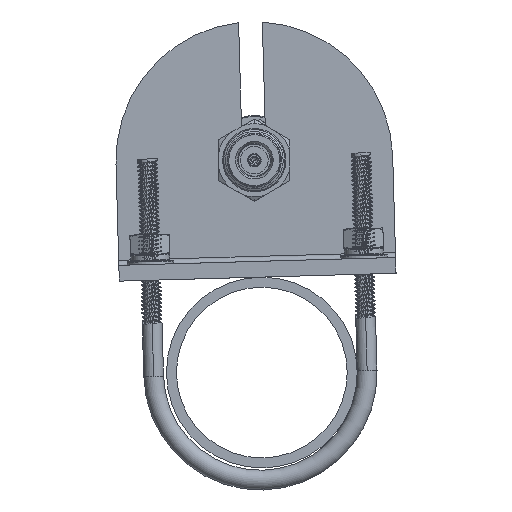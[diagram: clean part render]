
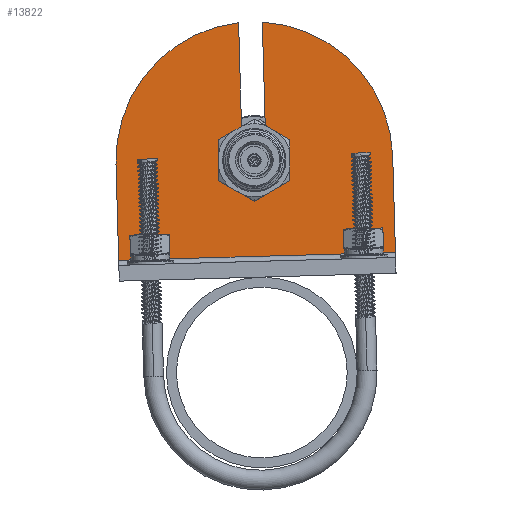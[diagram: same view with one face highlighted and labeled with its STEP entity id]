
A CAD part, front view. The second image highlights one B-rep face of the part: STEP entity #13822.
In plain terms, the highlighted planar face has unit normal (0, -1, 0).
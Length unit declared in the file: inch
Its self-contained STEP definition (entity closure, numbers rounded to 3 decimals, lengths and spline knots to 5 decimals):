
#234 = CARTESIAN_POINT ( 'NONE',  ( -1.37795, 1.43701, 1.16535 ) ) ;
#961 = EDGE_CURVE ( 'NONE', #22374, #11235, #3667, .T. ) ;
#1115 = ORIENTED_EDGE ( 'NONE', *, *, #5386, .F. ) ;
#1719 = EDGE_LOOP ( 'NONE', ( #1115, #29235, #34312, #12890, #27815, #10188, #8737, #19501 ) ) ;
#1814 = CIRCLE ( 'NONE', #26753, 1.37795 ) ;
#2965 = VECTOR ( 'NONE', #31072, 39.37008 ) ;
#3208 = VERTEX_POINT ( 'NONE', #3829 ) ;
#3439 = EDGE_CURVE ( 'NONE', #15296, #22374, #7361, .T. ) ;
#3450 = VERTEX_POINT ( 'NONE', #234 ) ;
#3667 = LINE ( 'NONE', #20355, #25972 ) ;
#3829 = CARTESIAN_POINT ( 'NONE',  ( 1.37795, 1.43701, 1.16535 ) ) ;
#4820 = PLANE ( 'NONE',  #20897 ) ;
#5386 = EDGE_CURVE ( 'NONE', #14892, #3208, #1814, .T. ) ;
#7361 = CIRCLE ( 'NONE', #19852, 0.31496 ) ;
#7620 = CARTESIAN_POINT ( 'NONE',  ( -0.11811, 1.43701, 1.45733 ) ) ;
#8737 = ORIENTED_EDGE ( 'NONE', *, *, #31586, .F. ) ;
#8847 = EDGE_CURVE ( 'NONE', #14892, #15296, #27604, .T. ) ;
#10188 = ORIENTED_EDGE ( 'NONE', *, *, #17715, .T. ) ;
#10729 = DIRECTION ( 'NONE',  ( 0., 1., 0. ) ) ;
#10911 = DIRECTION ( 'NONE',  ( 0., 0., 1. ) ) ;
#11032 = CARTESIAN_POINT ( 'NONE',  ( 1.37795, 1.43701, 0. ) ) ;
#11235 = VERTEX_POINT ( 'NONE', #31685 ) ;
#11734 = DIRECTION ( 'NONE',  ( 0., 0., 1. ) ) ;
#12647 = DIRECTION ( 'NONE',  ( 0., 0., 1. ) ) ;
#12890 = ORIENTED_EDGE ( 'NONE', *, *, #961, .T. ) ;
#13056 = CARTESIAN_POINT ( 'NONE',  ( 0., 1.43701, 1.16535 ) ) ;
#13110 = CIRCLE ( 'NONE', #24454, 1.37795 ) ;
#13822 = ADVANCED_FACE ( 'NONE', ( #25946 ), #4820, .F. ) ;
#14244 = CARTESIAN_POINT ( 'NONE',  ( 0., 1.43701, 1.16535 ) ) ;
#14256 = LINE ( 'NONE', #19919, #2965 ) ;
#14892 = VERTEX_POINT ( 'NONE', #15758 ) ;
#15296 = VERTEX_POINT ( 'NONE', #19939 ) ;
#15663 = CARTESIAN_POINT ( 'NONE',  ( 0., 1.43701, 0. ) ) ;
#15758 = CARTESIAN_POINT ( 'NONE',  ( 0.11811, 1.43701, 2.53824 ) ) ;
#15908 = CARTESIAN_POINT ( 'NONE',  ( 0., 1.43701, 1.16535 ) ) ;
#17077 = VERTEX_POINT ( 'NONE', #29542 ) ;
#17252 = DIRECTION ( 'NONE',  ( 0., 1., 0. ) ) ;
#17715 = EDGE_CURVE ( 'NONE', #3450, #17077, #24864, .T. ) ;
#19143 = EDGE_CURVE ( 'NONE', #21438, #3208, #24533, .T. ) ;
#19301 = CARTESIAN_POINT ( 'NONE',  ( 1.37795, 1.43701, 0.20748 ) ) ;
#19501 = ORIENTED_EDGE ( 'NONE', *, *, #19143, .T. ) ;
#19801 = DIRECTION ( 'NONE',  ( 0., 0., -1. ) ) ;
#19852 = AXIS2_PLACEMENT_3D ( 'NONE', #13056, #10729, #10911 ) ;
#19919 = CARTESIAN_POINT ( 'NONE',  ( 1.37795, 1.43701, 0.20748 ) ) ;
#19939 = CARTESIAN_POINT ( 'NONE',  ( 0.11811, 1.43701, 1.45733 ) ) ;
#20355 = CARTESIAN_POINT ( 'NONE',  ( -0.11811, 1.43701, 1.45733 ) ) ;
#20897 = AXIS2_PLACEMENT_3D ( 'NONE', #15663, #26129, #12647 ) ;
#21438 = VERTEX_POINT ( 'NONE', #19301 ) ;
#21948 = CARTESIAN_POINT ( 'NONE',  ( 0.11811, 1.43701, 1.45733 ) ) ;
#22121 = VECTOR ( 'NONE', #31808, 39.37008 ) ;
#22374 = VERTEX_POINT ( 'NONE', #7620 ) ;
#22720 = VECTOR ( 'NONE', #19801, 39.37008 ) ;
#24454 = AXIS2_PLACEMENT_3D ( 'NONE', #15908, #27052, #29375 ) ;
#24533 = LINE ( 'NONE', #11032, #22121 ) ;
#24691 = CARTESIAN_POINT ( 'NONE',  ( -1.37795, 1.43701, 0. ) ) ;
#24864 = LINE ( 'NONE', #24691, #35110 ) ;
#25218 = DIRECTION ( 'NONE',  ( 0., 0., -1. ) ) ;
#25946 = FACE_OUTER_BOUND ( 'NONE', #1719, .T. ) ;
#25972 = VECTOR ( 'NONE', #31164, 39.37008 ) ;
#26129 = DIRECTION ( 'NONE',  ( 0., 1., 0. ) ) ;
#26753 = AXIS2_PLACEMENT_3D ( 'NONE', #14244, #17252, #11734 ) ;
#27052 = DIRECTION ( 'NONE',  ( 0., 1., 0. ) ) ;
#27604 = LINE ( 'NONE', #21948, #22720 ) ;
#27815 = ORIENTED_EDGE ( 'NONE', *, *, #34673, .F. ) ;
#29235 = ORIENTED_EDGE ( 'NONE', *, *, #8847, .T. ) ;
#29375 = DIRECTION ( 'NONE',  ( 0., 0., 1. ) ) ;
#29542 = CARTESIAN_POINT ( 'NONE',  ( -1.37795, 1.43701, 0.20748 ) ) ;
#31072 = DIRECTION ( 'NONE',  ( -1., 0., 0. ) ) ;
#31164 = DIRECTION ( 'NONE',  ( 0., 0., 1. ) ) ;
#31586 = EDGE_CURVE ( 'NONE', #21438, #17077, #14256, .T. ) ;
#31685 = CARTESIAN_POINT ( 'NONE',  ( -0.11811, 1.43701, 2.53824 ) ) ;
#31808 = DIRECTION ( 'NONE',  ( 0., 0., 1. ) ) ;
#34312 = ORIENTED_EDGE ( 'NONE', *, *, #3439, .T. ) ;
#34673 = EDGE_CURVE ( 'NONE', #3450, #11235, #13110, .T. ) ;
#35110 = VECTOR ( 'NONE', #25218, 39.37008 ) ;
